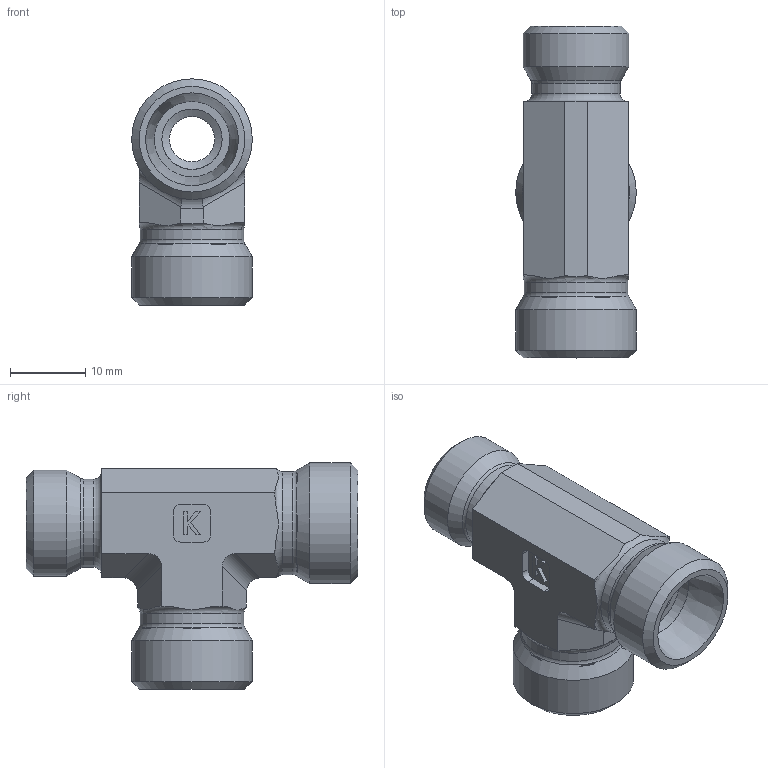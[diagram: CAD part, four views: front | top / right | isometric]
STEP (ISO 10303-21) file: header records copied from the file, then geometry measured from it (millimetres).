
FILE_DESCRIPTION((''),'2;1');
FILE_NAME('374100810.stp','2014-08-13T15:44:33',(''),('KNOMI spol. s r. o.'),'Autodesk Inventor 2012','Autodesk Inventor 2012','');
FILE_SCHEMA(('AUTOMOTIVE_DESIGN { 1 2 10303 214 0 1 1 1 }'));
Length unit declared in the file: millimetre
Products named in the file (1): TS2 10/08/10L M16/M14/M16
Bounding box: 16 x 44 x 30 mm (x, y, z)
Volume: 6378 mm3; surface area: 4632.9 mm2
Topology: 1 solids, 1 shells, 112 faces, 269 edges, 175 vertices
Faces by surface type: plane 74, cylinder 22, cone 10, torus 6
Full cylindrical faces by diameter (mm): 6 x1, 8 x3, 10 x2, 11.7 x1, 13.7 x2, 14 x1, 16 x2
Entity records: 3116 total; most frequent: CARTESIAN_POINT 663, DIRECTION 504, ORIENTED_EDGE 454, EDGE_CURVE 227, AXIS2_PLACEMENT_3D 192, VERTEX_POINT 163, EDGE_LOOP 162, VECTOR 120
